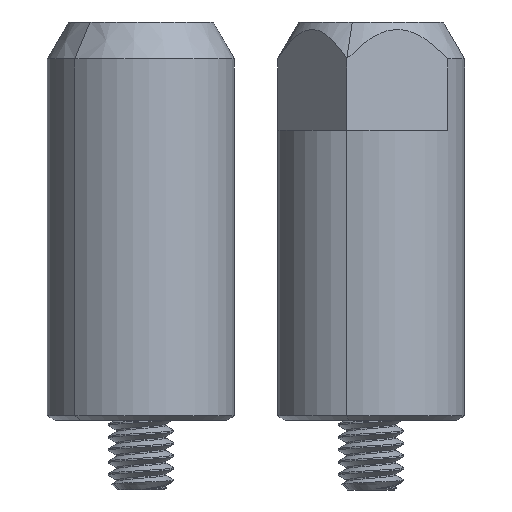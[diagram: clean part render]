
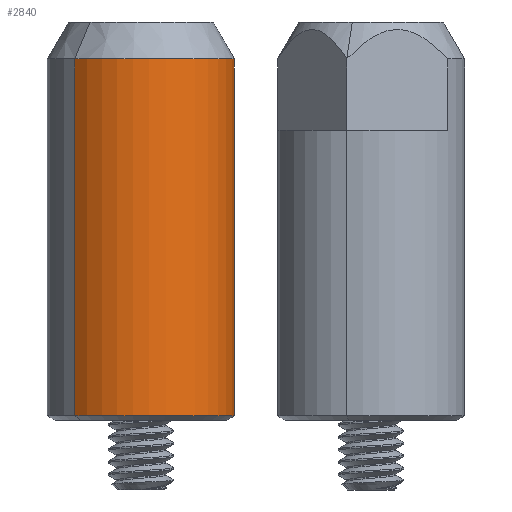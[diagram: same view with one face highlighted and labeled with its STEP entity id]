
A CAD part, front view. The second image highlights one B-rep face of the part: STEP entity #2840.
In plain terms, the highlighted cylindrical face has radius 5.994 mm (diameter 11.989 mm), a partial arc.
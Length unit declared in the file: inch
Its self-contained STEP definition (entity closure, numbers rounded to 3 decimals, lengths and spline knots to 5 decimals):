
#1155 = DIRECTION ( 'NONE',  ( 0., 0., 1. ) ) ;
#1734 = DIRECTION ( 'NONE',  ( 0., 0., -1. ) ) ;
#1806 = ORIENTED_EDGE ( 'NONE', *, *, #7748, .T. ) ;
#1969 = DIRECTION ( 'NONE',  ( 0., -1., 0. ) ) ;
#2023 = FACE_OUTER_BOUND ( 'NONE', #7095, .T. ) ;
#2505 = ORIENTED_EDGE ( 'NONE', *, *, #5419, .F. ) ;
#2705 = VERTEX_POINT ( 'NONE', #4744 ) ;
#2819 = EDGE_CURVE ( 'NONE', #7660, #3550, #8177, .T. ) ;
#2840 = ADVANCED_FACE ( 'NONE', ( #2023 ), #9485, .T. ) ;
#3191 = DIRECTION ( 'NONE',  ( 0., -1., 0. ) ) ;
#3324 = LINE ( 'NONE', #5065, #8168 ) ;
#3550 = VERTEX_POINT ( 'NONE', #5564 ) ;
#3851 = ORIENTED_EDGE ( 'NONE', *, *, #3883, .T. ) ;
#3883 = EDGE_CURVE ( 'NONE', #3550, #8049, #3324, .T. ) ;
#4356 = CARTESIAN_POINT ( 'NONE',  ( 0., 1.002, -0.236 ) ) ;
#4744 = CARTESIAN_POINT ( 'NONE',  ( 0., 0.01155, -0.236 ) ) ;
#5054 = LINE ( 'NONE', #4356, #5882 ) ;
#5065 = CARTESIAN_POINT ( 'NONE',  ( 0., 1.002, 0.236 ) ) ;
#5419 = EDGE_CURVE ( 'NONE', #7660, #2705, #5054, .T. ) ;
#5564 = CARTESIAN_POINT ( 'NONE',  ( 0., 0.909, 0.236 ) ) ;
#5778 = DIRECTION ( 'NONE',  ( 0., 1., 0. ) ) ;
#5786 = CARTESIAN_POINT ( 'NONE',  ( 0., 0.01155, 0. ) ) ;
#5882 = VECTOR ( 'NONE', #7879, 39.37008 ) ;
#5888 = AXIS2_PLACEMENT_3D ( 'NONE', #8508, #3191, #1155 ) ;
#6757 = DIRECTION ( 'NONE',  ( 0., 0., 1. ) ) ;
#7095 = EDGE_LOOP ( 'NONE', ( #7769, #3851, #1806, #2505 ) ) ;
#7246 = CARTESIAN_POINT ( 'NONE',  ( 0., 1.002, 0. ) ) ;
#7575 = CARTESIAN_POINT ( 'NONE',  ( 0., 0.01155, 0.236 ) ) ;
#7660 = VERTEX_POINT ( 'NONE', #9543 ) ;
#7748 = EDGE_CURVE ( 'NONE', #8049, #2705, #9046, .T. ) ;
#7769 = ORIENTED_EDGE ( 'NONE', *, *, #2819, .T. ) ;
#7879 = DIRECTION ( 'NONE',  ( 0., -1., 0. ) ) ;
#8049 = VERTEX_POINT ( 'NONE', #7575 ) ;
#8146 = DIRECTION ( 'NONE',  ( 0., -1., 0. ) ) ;
#8168 = VECTOR ( 'NONE', #8146, 39.37008 ) ;
#8177 = CIRCLE ( 'NONE', #5888, 0.236 ) ;
#8508 = CARTESIAN_POINT ( 'NONE',  ( 0., 0.909, 0. ) ) ;
#8612 = AXIS2_PLACEMENT_3D ( 'NONE', #7246, #1969, #1734 ) ;
#8752 = AXIS2_PLACEMENT_3D ( 'NONE', #5786, #5778, #6757 ) ;
#9046 = CIRCLE ( 'NONE', #8752, 0.236 ) ;
#9485 = CYLINDRICAL_SURFACE ( 'NONE', #8612, 0.236 ) ;
#9543 = CARTESIAN_POINT ( 'NONE',  ( 0., 0.909, -0.236 ) ) ;
